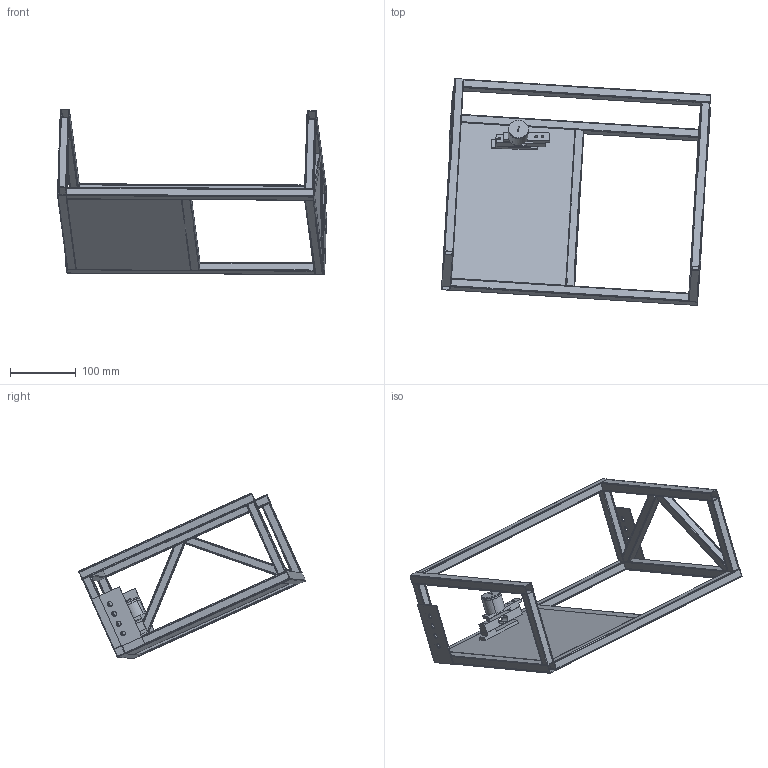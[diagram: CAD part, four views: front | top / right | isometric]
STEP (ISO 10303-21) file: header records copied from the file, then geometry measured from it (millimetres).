
FILE_DESCRIPTION (( 'STEP AP214' ), '1' );
FILE_NAME ('Container Assembly.STEP', '2025-03-20T09:54:37', ( '' ), ( '' ), 'SwSTEP 2.0', 'SolidWorks 2024', '' );
FILE_SCHEMA (( 'AUTOMOTIVE_DESIGN' ));
Length unit declared in the file: millimetre
Products named in the file (8): Load Cell Base For Container; loadcell.step; Cap; Container Assembly; SCI_chassis; Load Cell Base; base; Container
Assembly tree (7 placements, depth 2):
  Container Assembly
    base
    Container
    Load Cell Base
    Load Cell Base For Container
    loadcell.step
    SCI_chassis
    Cap
Bounding box: 410.41 x 345.99 x 252.44 mm (x, y, z)
Volume: 859636.9 mm3; surface area: 475245.7 mm2
Topology: 22 solids, 22 shells, 389 faces, 1000 edges, 664 vertices
Faces by surface type: plane 203, cylinder 182, torus 4
Entity records: 12402 total; most frequent: CARTESIAN_POINT 2159, DIRECTION 2102, ORIENTED_EDGE 2000, EDGE_CURVE 1000, AXIS2_PLACEMENT_3D 735, VERTEX_POINT 664, VECTOR 632, LINE 632
